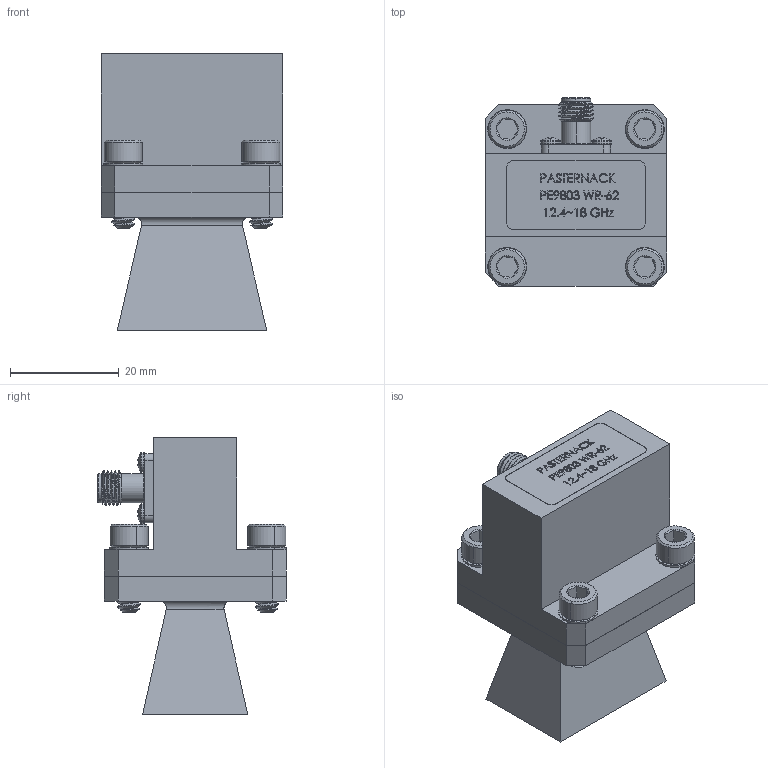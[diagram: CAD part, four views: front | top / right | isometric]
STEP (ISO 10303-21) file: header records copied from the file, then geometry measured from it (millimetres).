
FILE_DESCRIPTION (( 'STEP AP203' ), '1' );
FILE_NAME ('PE9854-SF-10.step', '2018-04-23T20:12:05', ( '' ), ( '' ), 'SwSTEP 2.0', 'SolidWorks 2017', '' );
FILE_SCHEMA (( 'CONFIG_CONTROL_DESIGN' ));
Length unit declared in the file: inch
Products named in the file (4): PE9854-10; Copy of Hex Screw^PE9854-SF-10; PE9803; PE9854-SF-10
Assembly tree (6 placements, depth 2):
  PE9854-SF-10
    PE9854-10
    PE9803
    Copy of Hex Screw^PE9854-SF-10  x4
Bounding box: 33.38 x 34.6 x 50.85 mm (x, y, z)
Volume: 20233.3 mm3; surface area: 14281.9 mm2
Topology: 11 solids, 11 shells, 1175 faces, 3143 edges, 2062 vertices
Faces by surface type: plane 436, cylinder 434, bspline 201, cone 102, torus 2
Entity records: 42575 total; most frequent: CARTESIAN_POINT 21402, ORIENTED_EDGE 4948, DIRECTION 3348, EDGE_CURVE 2474, VERTEX_POINT 1633, LINE 1312, VECTOR 1312, AXIS2_PLACEMENT_3D 1018
